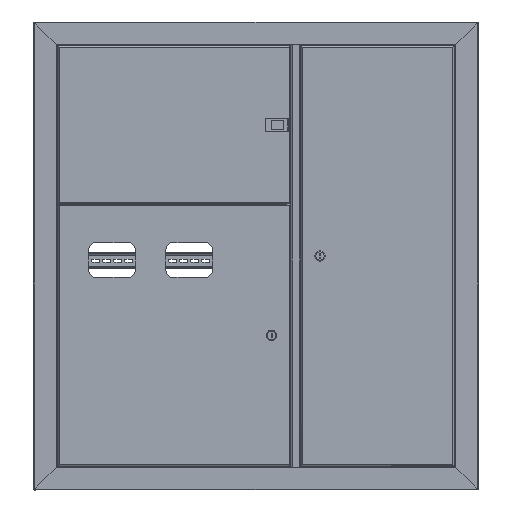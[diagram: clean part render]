
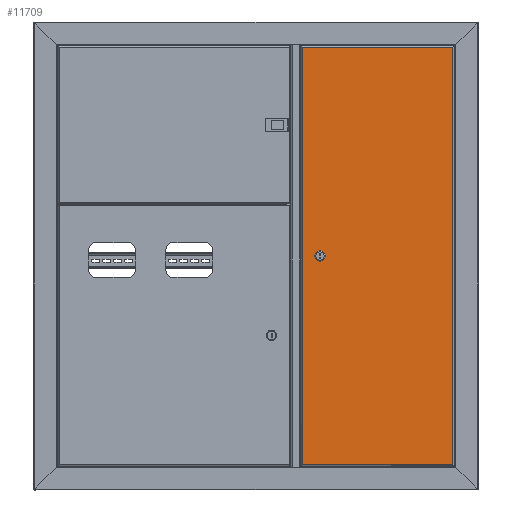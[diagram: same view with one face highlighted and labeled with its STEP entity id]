
A CAD part, top view. The second image highlights one B-rep face of the part: STEP entity #11709.
In plain terms, the highlighted planar face has unit normal (0, 0, 1).
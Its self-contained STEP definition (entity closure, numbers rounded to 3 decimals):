
#1924 = VERTEX_POINT ( 'NONE', #46544 ) ;
#1995 = DIRECTION ( 'NONE',  ( -1., 0., 0. ) ) ;
#3086 = CARTESIAN_POINT ( 'NONE',  ( 457.45, 40., 0. ) ) ;
#3787 = ORIENTED_EDGE ( 'NONE', *, *, #17263, .F. ) ;
#4357 = CARTESIAN_POINT ( 'NONE',  ( 444.551, 48.5, 0. ) ) ;
#4982 = CARTESIAN_POINT ( 'NONE',  ( 0., 325.7, 0. ) ) ;
#5500 = EDGE_CURVE ( 'NONE', #43064, #14722, #49133, .T. ) ;
#5621 = DIRECTION ( 'NONE',  ( 0., 0., 1. ) ) ;
#5781 = FACE_OUTER_BOUND ( 'NONE', #50739, .T. ) ;
#5954 = ORIENTED_EDGE ( 'NONE', *, *, #41690, .T. ) ;
#6884 = LINE ( 'NONE', #43433, #49084 ) ;
#7865 = VECTOR ( 'NONE', #15508, 1000. ) ;
#7990 = DIRECTION ( 'NONE',  ( 0., 0., 1. ) ) ;
#8708 = CARTESIAN_POINT ( 'NONE',  ( 894.7, 324., 0. ) ) ;
#9592 = CARTESIAN_POINT ( 'NONE',  ( 451.849, 48.5, 0. ) ) ;
#9856 = DIRECTION ( 'NONE',  ( 1., 0., 0. ) ) ;
#10125 = CARTESIAN_POINT ( 'NONE',  ( 1.7, 1.7, 0. ) ) ;
#10505 = LINE ( 'NONE', #47331, #26735 ) ;
#11709 = ADVANCED_FACE ( 'NONE', ( #30051, #5781 ), #45790, .F. ) ;
#12717 = ORIENTED_EDGE ( 'NONE', *, *, #29236, .T. ) ;
#12914 = ORIENTED_EDGE ( 'NONE', *, *, #5500, .F. ) ;
#13023 = DIRECTION ( 'NONE',  ( 1., 0., 0. ) ) ;
#13166 = ORIENTED_EDGE ( 'NONE', *, *, #19372, .T. ) ;
#13226 = DIRECTION ( 'NONE',  ( -1., 0., 0. ) ) ;
#14722 = VERTEX_POINT ( 'NONE', #21939 ) ;
#15508 = DIRECTION ( 'NONE',  ( 1., 0., 0. ) ) ;
#16456 = VERTEX_POINT ( 'NONE', #8708 ) ;
#17069 = ORIENTED_EDGE ( 'NONE', *, *, #26113, .T. ) ;
#17263 = EDGE_CURVE ( 'NONE', #43734, #39815, #34042, .T. ) ;
#17623 = CARTESIAN_POINT ( 'NONE',  ( 448.2, 40., 0. ) ) ;
#18298 = ORIENTED_EDGE ( 'NONE', *, *, #27613, .F. ) ;
#18683 = VECTOR ( 'NONE', #1995, 1000. ) ;
#18725 = AXIS2_PLACEMENT_3D ( 'NONE', #19748, #7990, #36009 ) ;
#19244 = LINE ( 'NONE', #39250, #7865 ) ;
#19372 = EDGE_CURVE ( 'NONE', #21524, #33191, #30853, .T. ) ;
#19748 = CARTESIAN_POINT ( 'NONE',  ( 448.2, 40., 0. ) ) ;
#20376 = EDGE_LOOP ( 'NONE', ( #43545, #18298, #3787, #38612, #12914 ) ) ;
#21239 = LINE ( 'NONE', #25523, #18683 ) ;
#21524 = VERTEX_POINT ( 'NONE', #27272 ) ;
#21903 = DIRECTION ( 'NONE',  ( 1., 0., 0. ) ) ;
#21939 = CARTESIAN_POINT ( 'NONE',  ( 444.551, 31.5, 0. ) ) ;
#22320 = VECTOR ( 'NONE', #26351, 1000. ) ;
#23637 = VERTEX_POINT ( 'NONE', #9592 ) ;
#24528 = DIRECTION ( 'NONE',  ( 0., 0., 1. ) ) ;
#25523 = CARTESIAN_POINT ( 'NONE',  ( 451.849, 48.5, 0. ) ) ;
#26113 = EDGE_CURVE ( 'NONE', #33191, #1924, #47211, .T. ) ;
#26351 = DIRECTION ( 'NONE',  ( 0., -1., 0. ) ) ;
#26735 = VECTOR ( 'NONE', #39581, 1000. ) ;
#27272 = CARTESIAN_POINT ( 'NONE',  ( 1.7, 324., 0. ) ) ;
#27613 = EDGE_CURVE ( 'NONE', #39815, #23637, #45861, .T. ) ;
#29236 = EDGE_CURVE ( 'NONE', #1924, #16456, #6884, .T. ) ;
#30051 = FACE_BOUND ( 'NONE', #20376, .T. ) ;
#30333 = CARTESIAN_POINT ( 'NONE',  ( 1.7, 324.293, 0. ) ) ;
#30682 = CARTESIAN_POINT ( 'NONE',  ( 451.849, 31.5, 0. ) ) ;
#30853 = LINE ( 'NONE', #30333, #22320 ) ;
#32090 = AXIS2_PLACEMENT_3D ( 'NONE', #17623, #5621, #21903 ) ;
#33191 = VERTEX_POINT ( 'NONE', #38433 ) ;
#33281 = AXIS2_PLACEMENT_3D ( 'NONE', #4982, #46329, #13226 ) ;
#34042 = CIRCLE ( 'NONE', #18725, 9.25 ) ;
#36009 = DIRECTION ( 'NONE',  ( 1., 0., 0. ) ) ;
#37364 = AXIS2_PLACEMENT_3D ( 'NONE', #49593, #24528, #13023 ) ;
#38433 = CARTESIAN_POINT ( 'NONE',  ( 1.7, 1.7, 0. ) ) ;
#38612 = ORIENTED_EDGE ( 'NONE', *, *, #40443, .F. ) ;
#39250 = CARTESIAN_POINT ( 'NONE',  ( 451.849, 31.5, 0. ) ) ;
#39581 = DIRECTION ( 'NONE',  ( -1., 0., 0. ) ) ;
#39815 = VERTEX_POINT ( 'NONE', #3086 ) ;
#40443 = EDGE_CURVE ( 'NONE', #14722, #43734, #19244, .T. ) ;
#41690 = EDGE_CURVE ( 'NONE', #16456, #21524, #10505, .T. ) ;
#43064 = VERTEX_POINT ( 'NONE', #4357 ) ;
#43433 = CARTESIAN_POINT ( 'NONE',  ( 894.7, 0., 0. ) ) ;
#43545 = ORIENTED_EDGE ( 'NONE', *, *, #49761, .F. ) ;
#43734 = VERTEX_POINT ( 'NONE', #30682 ) ;
#45790 = PLANE ( 'NONE',  #33281 ) ;
#45861 = CIRCLE ( 'NONE', #37364, 9.25 ) ;
#46329 = DIRECTION ( 'NONE',  ( 0., 0., -1. ) ) ;
#46544 = CARTESIAN_POINT ( 'NONE',  ( 894.7, 1.7, 0. ) ) ;
#47211 = LINE ( 'NONE', #10125, #50133 ) ;
#47331 = CARTESIAN_POINT ( 'NONE',  ( 894.993, 324., 0. ) ) ;
#48208 = DIRECTION ( 'NONE',  ( 0., 1., 0. ) ) ;
#49084 = VECTOR ( 'NONE', #48208, 1000. ) ;
#49133 = CIRCLE ( 'NONE', #32090, 9.25 ) ;
#49593 = CARTESIAN_POINT ( 'NONE',  ( 448.2, 40., 0. ) ) ;
#49761 = EDGE_CURVE ( 'NONE', #23637, #43064, #21239, .T. ) ;
#50133 = VECTOR ( 'NONE', #9856, 1000. ) ;
#50739 = EDGE_LOOP ( 'NONE', ( #17069, #12717, #5954, #13166 ) ) ;
